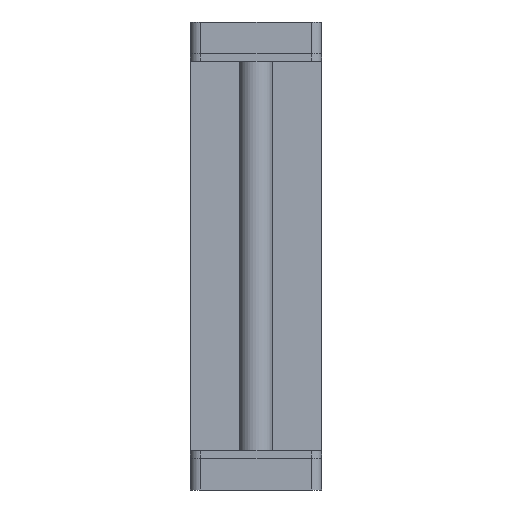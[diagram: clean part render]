
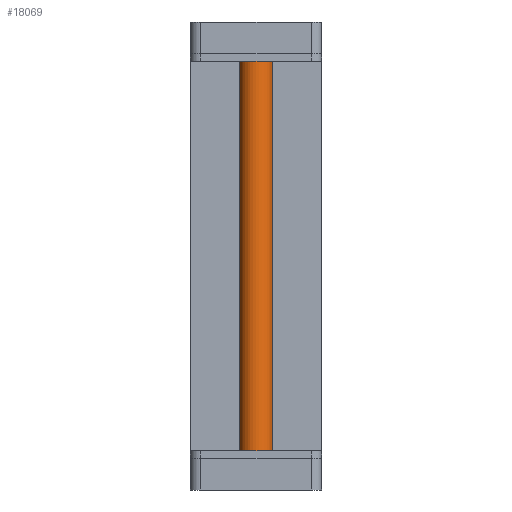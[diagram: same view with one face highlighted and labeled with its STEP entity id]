
A CAD part, left-side view. The second image highlights one B-rep face of the part: STEP entity #18069.
In plain terms, the highlighted cylindrical face has radius 3.175 mm (diameter 6.35 mm), a full revolution.
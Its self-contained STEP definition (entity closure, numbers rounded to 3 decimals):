
#18069 = ADVANCED_FACE('',(#18070),#18084,.T.);
#18070 = FACE_BOUND('',#18071,.T.);
#18071 = EDGE_LOOP('',(#18072,#18102,#18133,#18134));
#18072 = ORIENTED_EDGE('',*,*,#18073,.F.);
#18073 = EDGE_CURVE('',#18074,#18076,#18078,.T.);
#18074 = VERTEX_POINT('',#18075);
#18075 = CARTESIAN_POINT('',(3.175,0.,-37.05));
#18076 = VERTEX_POINT('',#18077);
#18077 = CARTESIAN_POINT('',(3.175,0.,37.05));
#18078 = SEAM_CURVE('',#18079,(#18083,#18095),.PCURVE_S1.);
#18079 = LINE('',#18080,#18081);
#18080 = CARTESIAN_POINT('',(3.175,0.,-37.05));
#18081 = VECTOR('',#18082,1.);
#18082 = DIRECTION('',(0.,0.,1.));
#18083 = PCURVE('',#18084,#18089);
#18084 = CYLINDRICAL_SURFACE('',#18085,3.175);
#18085 = AXIS2_PLACEMENT_3D('',#18086,#18087,#18088);
#18086 = CARTESIAN_POINT('',(0.,0.,-37.05));
#18087 = DIRECTION('',(-0.,-0.,-1.));
#18088 = DIRECTION('',(1.,0.,0.));
#18089 = DEFINITIONAL_REPRESENTATION('',(#18090),#18094);
#18090 = LINE('',#18091,#18092);
#18091 = CARTESIAN_POINT('',(6.283,0.));
#18092 = VECTOR('',#18093,1.);
#18093 = DIRECTION('',(-0.,-1.));
#18094 = ( GEOMETRIC_REPRESENTATION_CONTEXT(2) 
PARAMETRIC_REPRESENTATION_CONTEXT() REPRESENTATION_CONTEXT('2D SPACE',''
  ) );
#18095 = PCURVE('',#18084,#18096);
#18096 = DEFINITIONAL_REPRESENTATION('',(#18097),#18101);
#18097 = LINE('',#18098,#18099);
#18098 = CARTESIAN_POINT('',(0.,0.));
#18099 = VECTOR('',#18100,1.);
#18100 = DIRECTION('',(-0.,-1.));
#18101 = ( GEOMETRIC_REPRESENTATION_CONTEXT(2) 
PARAMETRIC_REPRESENTATION_CONTEXT() REPRESENTATION_CONTEXT('2D SPACE',''
  ) );
#18102 = ORIENTED_EDGE('',*,*,#18103,.T.);
#18103 = EDGE_CURVE('',#18074,#18074,#18104,.T.);
#18104 = SURFACE_CURVE('',#18105,(#18110,#18117),.PCURVE_S1.);
#18105 = CIRCLE('',#18106,3.175);
#18106 = AXIS2_PLACEMENT_3D('',#18107,#18108,#18109);
#18107 = CARTESIAN_POINT('',(0.,0.,-37.05));
#18108 = DIRECTION('',(0.,0.,1.));
#18109 = DIRECTION('',(1.,0.,-0.));
#18110 = PCURVE('',#18084,#18111);
#18111 = DEFINITIONAL_REPRESENTATION('',(#18112),#18116);
#18112 = LINE('',#18113,#18114);
#18113 = CARTESIAN_POINT('',(6.283,0.));
#18114 = VECTOR('',#18115,1.);
#18115 = DIRECTION('',(-1.,0.));
#18116 = ( GEOMETRIC_REPRESENTATION_CONTEXT(2) 
PARAMETRIC_REPRESENTATION_CONTEXT() REPRESENTATION_CONTEXT('2D SPACE',''
  ) );
#18117 = PCURVE('',#18118,#18123);
#18118 = PLANE('',#18119);
#18119 = AXIS2_PLACEMENT_3D('',#18120,#18121,#18122);
#18120 = CARTESIAN_POINT('',(3.175,0.,-37.05));
#18121 = DIRECTION('',(0.,0.,-1.));
#18122 = DIRECTION('',(-1.,0.,0.));
#18123 = DEFINITIONAL_REPRESENTATION('',(#18124),#18132);
#18124 = ( BOUNDED_CURVE() B_SPLINE_CURVE(2,(#18125,#18126,#18127,#18128
    ,#18129,#18130,#18131),.UNSPECIFIED.,.F.,.F.) 
B_SPLINE_CURVE_WITH_KNOTS((1,2,2,2,2,1),(-2.094,0.,
    2.094,4.189,6.283,8.378),
.UNSPECIFIED.) CURVE() GEOMETRIC_REPRESENTATION_ITEM() 
RATIONAL_B_SPLINE_CURVE((1.,0.5,1.,0.5,1.,0.5,1.)) REPRESENTATION_ITEM(
  '') );
#18125 = CARTESIAN_POINT('',(0.,0.));
#18126 = CARTESIAN_POINT('',(0.,5.499));
#18127 = CARTESIAN_POINT('',(4.763,2.75));
#18128 = CARTESIAN_POINT('',(9.525,0.));
#18129 = CARTESIAN_POINT('',(4.763,-2.75));
#18130 = CARTESIAN_POINT('',(0.,-5.499));
#18131 = CARTESIAN_POINT('',(0.,0.));
#18132 = ( GEOMETRIC_REPRESENTATION_CONTEXT(2) 
PARAMETRIC_REPRESENTATION_CONTEXT() REPRESENTATION_CONTEXT('2D SPACE',''
  ) );
#18133 = ORIENTED_EDGE('',*,*,#18073,.T.);
#18134 = ORIENTED_EDGE('',*,*,#18135,.F.);
#18135 = EDGE_CURVE('',#18076,#18076,#18136,.T.);
#18136 = SURFACE_CURVE('',#18137,(#18142,#18149),.PCURVE_S1.);
#18137 = CIRCLE('',#18138,3.175);
#18138 = AXIS2_PLACEMENT_3D('',#18139,#18140,#18141);
#18139 = CARTESIAN_POINT('',(0.,0.,37.05));
#18140 = DIRECTION('',(0.,0.,1.));
#18141 = DIRECTION('',(1.,0.,-0.));
#18142 = PCURVE('',#18084,#18143);
#18143 = DEFINITIONAL_REPRESENTATION('',(#18144),#18148);
#18144 = LINE('',#18145,#18146);
#18145 = CARTESIAN_POINT('',(6.283,-74.1));
#18146 = VECTOR('',#18147,1.);
#18147 = DIRECTION('',(-1.,0.));
#18148 = ( GEOMETRIC_REPRESENTATION_CONTEXT(2) 
PARAMETRIC_REPRESENTATION_CONTEXT() REPRESENTATION_CONTEXT('2D SPACE',''
  ) );
#18149 = PCURVE('',#18150,#18155);
#18150 = PLANE('',#18151);
#18151 = AXIS2_PLACEMENT_3D('',#18152,#18153,#18154);
#18152 = CARTESIAN_POINT('',(3.175,0.,37.05));
#18153 = DIRECTION('',(0.,0.,-1.));
#18154 = DIRECTION('',(-1.,0.,0.));
#18155 = DEFINITIONAL_REPRESENTATION('',(#18156),#18164);
#18156 = ( BOUNDED_CURVE() B_SPLINE_CURVE(2,(#18157,#18158,#18159,#18160
    ,#18161,#18162,#18163),.UNSPECIFIED.,.F.,.F.) 
B_SPLINE_CURVE_WITH_KNOTS((1,2,2,2,2,1),(-2.094,0.,
    2.094,4.189,6.283,8.378),
.UNSPECIFIED.) CURVE() GEOMETRIC_REPRESENTATION_ITEM() 
RATIONAL_B_SPLINE_CURVE((1.,0.5,1.,0.5,1.,0.5,1.)) REPRESENTATION_ITEM(
  '') );
#18157 = CARTESIAN_POINT('',(0.,0.));
#18158 = CARTESIAN_POINT('',(0.,5.499));
#18159 = CARTESIAN_POINT('',(4.763,2.75));
#18160 = CARTESIAN_POINT('',(9.525,0.));
#18161 = CARTESIAN_POINT('',(4.763,-2.75));
#18162 = CARTESIAN_POINT('',(0.,-5.499));
#18163 = CARTESIAN_POINT('',(0.,0.));
#18164 = ( GEOMETRIC_REPRESENTATION_CONTEXT(2) 
PARAMETRIC_REPRESENTATION_CONTEXT() REPRESENTATION_CONTEXT('2D SPACE',''
  ) );
